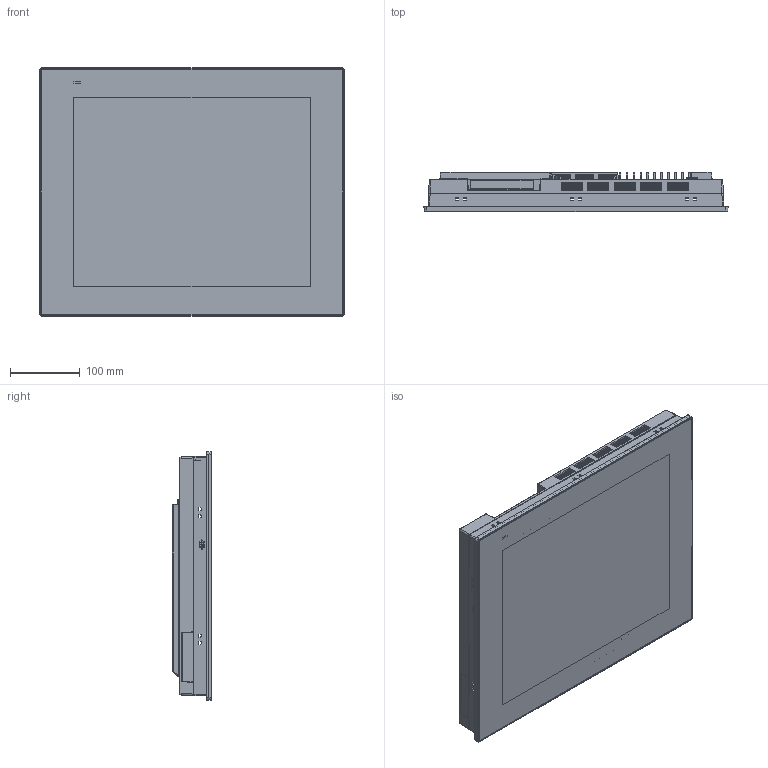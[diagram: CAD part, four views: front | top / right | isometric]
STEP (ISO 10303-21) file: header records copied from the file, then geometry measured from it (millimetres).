
FILE_DESCRIPTION (( 'STEP AP214' ), '1' );
FILE_NAME ('0-PPC-417-EHL.STEP', '2023-07-27T03:26:05', ( '' ), ( '' ), 'SwSTEP 2.0', 'SolidWorks 2022', '' );
FILE_SCHEMA (( 'AUTOMOTIVE_DESIGN' ));
Length unit declared in the file: millimetre
Products named in the file (18): 0-PPC-417-EHL(2)_預設; pci-bkt-1_預設_預設; 17 ELO _預設_預設; Side IO  Module_預設_預設; MB Cover assy PPC-417EHL_預設_預設; Rear Cover assy PPC-3170C_預設_預設; bracket for thermal-3150_預設_預設; Side IO BKT-NA_預設_預設; ADD-ON_PCI-E_Card_預設_預設; Assm Front Bezel new  for PPC-3170C_預設_預設; HEATSINK for PPC-400EHL_預設_預設; 0-PPC-417-EHL; Mask-6170C for PPC-3170_預設_預設; BRACKET-EXP CARD-3150_預設_預設; realcover-ppc-3170-0307modify-2_預設_預設; IO Bracket for PPC-415EHL_預設_預設; ironnet-1_預設_預設; MB ASSM for PPC-3170-RE4BE_預設_預設
Assembly tree (17 placements, depth 6):
  0-PPC-417-EHL
    0-PPC-417-EHL(2)_預設
      Assm Front Bezel new  for PPC-3170C_預設_預設
        Mask-6170C for PPC-3170_預設_預設
        17 ELO _預設_預設
      MB Cover assy PPC-417EHL_預設_預設
        Side IO  Module_預設_預設
          Side IO BKT-NA_預設_預設
        MB ASSM for PPC-3170-RE4BE_預設_預設
          ADD-ON_PCI-E_Card_預設_預設
            pci-bkt-1_預設_預設
          BRACKET-EXP CARD-3150_預設_預設
        HEATSINK for PPC-400EHL_預設_預設
        IO Bracket for PPC-415EHL_預設_預設
      Rear Cover assy PPC-3170C_預設_預設
        realcover-ppc-3170-0307modify-2_預設_預設
        bracket for thermal-3150_預設_預設
        ironnet-1_預設_預設
Bounding box: 437 x 56.5 x 357 mm (x, y, z)
Volume: 1080511.5 mm3; surface area: 989156.3 mm2
Topology: 11 solids, 11 shells, 4284 faces, 12322 edges, 8049 vertices
Faces by surface type: plane 2309, cylinder 1443, bspline 428, cone 84, sphere 10, torus 10
Entity records: 171601 total; most frequent: CARTESIAN_POINT 56178, ORIENTED_EDGE 24600, DIRECTION 20247, EDGE_CURVE 12300, VERTEX_POINT 8049, VECTOR 7793, LINE 7793, AXIS2_PLACEMENT_3D 6227
